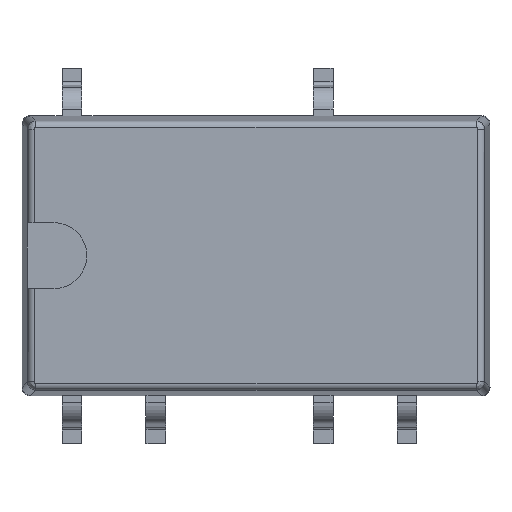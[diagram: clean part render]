
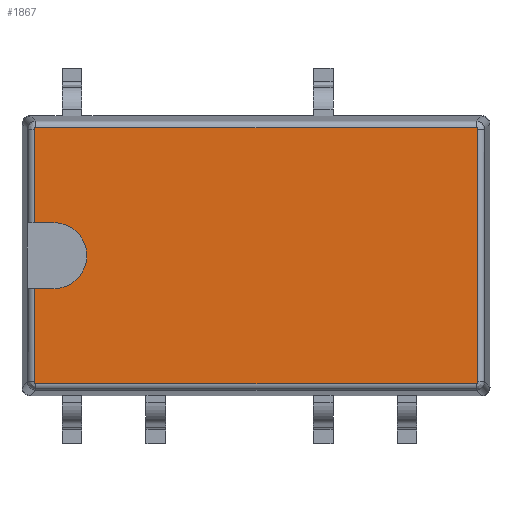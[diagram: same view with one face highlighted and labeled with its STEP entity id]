
A CAD part, top view. The second image highlights one B-rep face of the part: STEP entity #1867.
In plain terms, the highlighted planar face has unit normal (0, 0, 1).
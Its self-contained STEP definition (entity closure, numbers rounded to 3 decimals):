
#1039=CARTESIAN_POINT('',(7.231,3.832,5.));
#1040=VERTEX_POINT('',#1039);
#1051=CARTESIAN_POINT('',(7.231,-3.832,5.));
#1052=VERTEX_POINT('',#1051);
#1053=CARTESIAN_POINT('',(7.231,3.832,5.));
#1054=DIRECTION('',(-0.,-1.,-0.));
#1055=VECTOR('',#1054,7.665);
#1056=LINE('',#1053,#1055);
#1057=EDGE_CURVE('NONE',#1040,#1052,#1056,.T.);
#1093=CARTESIAN_POINT('',(7.181,-3.882,5.));
#1094=VERTEX_POINT('',#1093);
#1095=CARTESIAN_POINT('',(7.231,-3.832,5.));
#1096=CARTESIAN_POINT('',(7.231,-3.862,5.));
#1097=CARTESIAN_POINT('',(7.211,-3.882,5.));
#1098=CARTESIAN_POINT('',(7.181,-3.882,5.));
#1099=(BOUNDED_CURVE()
B_SPLINE_CURVE(3,(#1095,#1096,#1097,#1098),.UNSPECIFIED.,.F.,.F.)
B_SPLINE_CURVE_WITH_KNOTS((4,4),(0.21,0.79),.UNSPECIFIED.)
CURVE()
GEOMETRIC_REPRESENTATION_ITEM()
RATIONAL_B_SPLINE_CURVE((1.363,1.097,1.097,1.363))
REPRESENTATION_ITEM(''));
#1100=EDGE_CURVE('NONE',#1052,#1094,#1099,.T.);
#1135=CARTESIAN_POINT('',(7.181,3.882,5.));
#1136=VERTEX_POINT('',#1135);
#1147=CARTESIAN_POINT('',(7.181,3.882,5.));
#1148=CARTESIAN_POINT('',(7.211,3.882,5.));
#1149=CARTESIAN_POINT('',(7.231,3.862,5.));
#1150=CARTESIAN_POINT('',(7.231,3.832,5.));
#1151=(BOUNDED_CURVE()
B_SPLINE_CURVE(3,(#1147,#1148,#1149,#1150),.UNSPECIFIED.,.F.,.F.)
B_SPLINE_CURVE_WITH_KNOTS((4,4),(0.21,0.79),.UNSPECIFIED.)
CURVE()
GEOMETRIC_REPRESENTATION_ITEM()
RATIONAL_B_SPLINE_CURVE((1.363,1.097,1.097,1.363))
REPRESENTATION_ITEM(''));
#1152=EDGE_CURVE('NONE',#1136,#1040,#1151,.T.);
#1759=CARTESIAN_POINT('',(-6.181,3.882,5.));
#1760=VERTEX_POINT('',#1759);
#1771=CARTESIAN_POINT('',(7.181,3.882,5.));
#1772=DIRECTION('',(-1.,0.,0.));
#1773=VECTOR('',#1772,13.363);
#1774=LINE('',#1771,#1773);
#1775=EDGE_CURVE('NONE',#1136,#1760,#1774,.T.);
#1782=CARTESIAN_POINT('',(1.,0.,5.));
#1783=DIRECTION('',(0.,0.,1.));
#1784=DIRECTION('',(1.,0.,0.));
#1785=AXIS2_PLACEMENT_3D('',#1782,#1783,#1784);
#1786=PLANE('',#1785);
#1787=ORIENTED_EDGE('',*,*,#1775,.T.);
#1788=CARTESIAN_POINT('',(-6.231,3.832,5.));
#1789=VERTEX_POINT('',#1788);
#1790=CARTESIAN_POINT('',(-6.231,3.832,5.));
#1791=CARTESIAN_POINT('',(-6.231,3.862,5.));
#1792=CARTESIAN_POINT('',(-6.211,3.882,5.));
#1793=CARTESIAN_POINT('',(-6.181,3.882,5.));
#1794=(BOUNDED_CURVE()
B_SPLINE_CURVE(3,(#1790,#1791,#1792,#1793),.UNSPECIFIED.,.F.,.F.)
B_SPLINE_CURVE_WITH_KNOTS((4,4),(0.21,0.79),.UNSPECIFIED.)
CURVE()
GEOMETRIC_REPRESENTATION_ITEM()
RATIONAL_B_SPLINE_CURVE((1.363,1.097,1.097,1.363))
REPRESENTATION_ITEM(''));
#1795=EDGE_CURVE('NONE',#1789,#1760,#1794,.T.);
#1796=ORIENTED_EDGE('',*,*,#1795,.F.);
#1797=CARTESIAN_POINT('',(-6.231,1.,5.));
#1798=VERTEX_POINT('',#1797);
#1799=CARTESIAN_POINT('',(-6.231,3.832,5.));
#1800=DIRECTION('',(-0.,-1.,-0.));
#1801=VECTOR('',#1800,2.832);
#1802=LINE('',#1799,#1801);
#1803=EDGE_CURVE('NONE',#1789,#1798,#1802,.T.);
#1804=ORIENTED_EDGE('',*,*,#1803,.T.);
#1805=CARTESIAN_POINT('',(-5.63,1.,5.));
#1806=VERTEX_POINT('',#1805);
#1807=CARTESIAN_POINT('',(-5.63,1.,5.));
#1808=DIRECTION('',(-1.,0.,0.));
#1809=VECTOR('',#1808,0.601);
#1810=LINE('',#1807,#1809);
#1811=EDGE_CURVE('NONE',#1806,#1798,#1810,.T.);
#1812=ORIENTED_EDGE('',*,*,#1811,.F.);
#1813=CARTESIAN_POINT('',(-4.63,-0.,5.));
#1814=VERTEX_POINT('',#1813);
#1815=CARTESIAN_POINT('',(-5.63,0.,5.));
#1816=DIRECTION('',(0.,0.,1.));
#1817=DIRECTION('',(1.,0.,-0.));
#1818=AXIS2_PLACEMENT_3D('',#1815,#1816,#1817);
#1819=CIRCLE('',#1818,1.);
#1820=EDGE_CURVE('NONE',#1814,#1806,#1819,.T.);
#1821=ORIENTED_EDGE('',*,*,#1820,.F.);
#1822=CARTESIAN_POINT('',(-5.63,-1.,5.));
#1823=VERTEX_POINT('',#1822);
#1824=CARTESIAN_POINT('',(-5.63,0.,5.));
#1825=DIRECTION('',(0.,0.,1.));
#1826=DIRECTION('',(1.,0.,-0.));
#1827=AXIS2_PLACEMENT_3D('',#1824,#1825,#1826);
#1828=CIRCLE('',#1827,1.);
#1829=EDGE_CURVE('NONE',#1823,#1814,#1828,.T.);
#1830=ORIENTED_EDGE('',*,*,#1829,.F.);
#1831=CARTESIAN_POINT('',(-6.231,-1.,5.));
#1832=VERTEX_POINT('',#1831);
#1833=CARTESIAN_POINT('',(-5.63,-1.,5.));
#1834=DIRECTION('',(-1.,-0.,0.));
#1835=VECTOR('',#1834,0.601);
#1836=LINE('',#1833,#1835);
#1837=EDGE_CURVE('NONE',#1823,#1832,#1836,.T.);
#1838=ORIENTED_EDGE('',*,*,#1837,.T.);
#1839=CARTESIAN_POINT('',(-6.231,-3.832,5.));
#1840=VERTEX_POINT('',#1839);
#1841=CARTESIAN_POINT('',(-6.231,-1.,5.));
#1842=DIRECTION('',(-0.,-1.,-0.));
#1843=VECTOR('',#1842,2.832);
#1844=LINE('',#1841,#1843);
#1845=EDGE_CURVE('NONE',#1832,#1840,#1844,.T.);
#1846=ORIENTED_EDGE('',*,*,#1845,.T.);
#1847=CARTESIAN_POINT('',(-6.182,-3.882,5.));
#1848=VERTEX_POINT('',#1847);
#1849=CARTESIAN_POINT('',(-6.181,-3.882,5.));
#1850=CARTESIAN_POINT('',(-6.211,-3.882,5.));
#1851=CARTESIAN_POINT('',(-6.231,-3.862,5.));
#1852=CARTESIAN_POINT('',(-6.231,-3.832,5.));
#1853=(BOUNDED_CURVE()
B_SPLINE_CURVE(3,(#1849,#1850,#1851,#1852),.UNSPECIFIED.,.F.,.F.)
B_SPLINE_CURVE_WITH_KNOTS((4,4),(0.21,0.79),.UNSPECIFIED.)
CURVE()
GEOMETRIC_REPRESENTATION_ITEM()
RATIONAL_B_SPLINE_CURVE((1.363,1.097,1.097,1.363))
REPRESENTATION_ITEM(''));
#1854=EDGE_CURVE('NONE',#1848,#1840,#1853,.T.);
#1855=ORIENTED_EDGE('',*,*,#1854,.F.);
#1856=CARTESIAN_POINT('',(7.181,-3.882,5.));
#1857=DIRECTION('',(-1.,-0.,0.));
#1858=VECTOR('',#1857,13.363);
#1859=LINE('',#1856,#1858);
#1860=EDGE_CURVE('NONE',#1094,#1848,#1859,.T.);
#1861=ORIENTED_EDGE('',*,*,#1860,.F.);
#1862=ORIENTED_EDGE('',*,*,#1100,.F.);
#1863=ORIENTED_EDGE('',*,*,#1057,.F.);
#1864=ORIENTED_EDGE('',*,*,#1152,.F.);
#1865=EDGE_LOOP('',(#1787,#1796,#1804,#1812,#1821,#1830,#1838,#1846,#1855,#1861,#1862,#1863,#1864));
#1866=FACE_BOUND('',#1865,.T.);
#1867=ADVANCED_FACE('NONE',(#1866),#1786,.T.);
